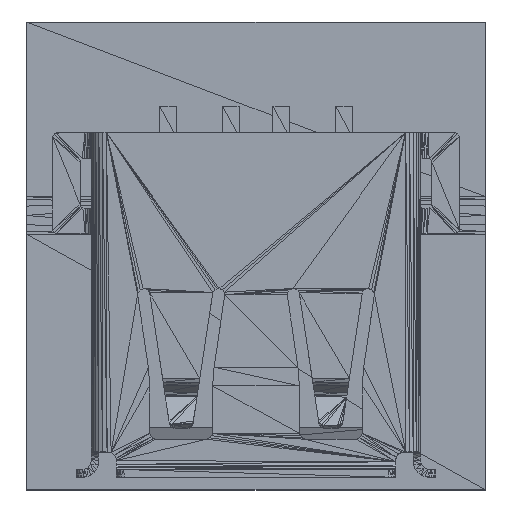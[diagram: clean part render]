
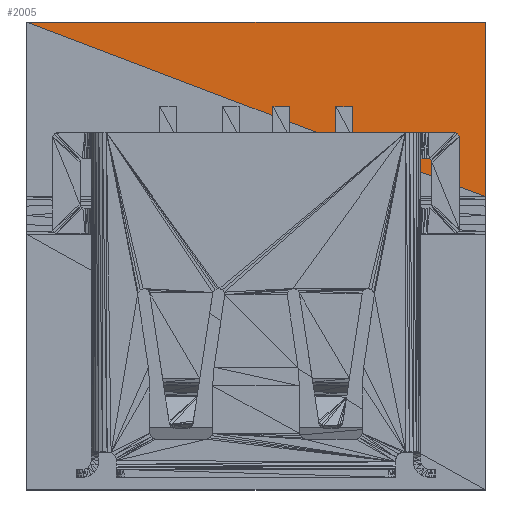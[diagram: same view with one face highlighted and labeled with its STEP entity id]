
A CAD part, top view. The second image highlights one B-rep face of the part: STEP entity #2005.
In plain terms, the highlighted planar face has unit normal (0, 0, -1).
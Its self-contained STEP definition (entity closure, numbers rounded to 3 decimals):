
#88 = VERTEX_POINT('',#89);
#89 = CARTESIAN_POINT('',(4016.338,-3031.43,10.));
#188 = EDGE_CURVE('',#189,#88,#191,.T.);
#189 = VERTEX_POINT('',#190);
#190 = CARTESIAN_POINT('',(4083.662,-3031.43,10.));
#191 = LINE('',#192,#193);
#192 = CARTESIAN_POINT('',(4083.662,-3031.43,10.));
#193 = VECTOR('',#194,1.);
#194 = DIRECTION('',(-1.,0.,0.));
#285 = VERTEX_POINT('',#286);
#286 = CARTESIAN_POINT('',(4083.662,-3057.087,10.));
#292 = EDGE_CURVE('',#285,#189,#293,.T.);
#293 = LINE('',#294,#295);
#294 = CARTESIAN_POINT('',(4083.662,-3100.161,10.));
#295 = VECTOR('',#296,1.);
#296 = DIRECTION('',(0.,1.,0.));
#2005 = ADVANCED_FACE('',(#2006),#2016,.T.);
#2006 = FACE_BOUND('',#2007,.T.);
#2007 = EDGE_LOOP('',(#2008,#2009,#2010));
#2008 = ORIENTED_EDGE('',*,*,#188,.F.);
#2009 = ORIENTED_EDGE('',*,*,#292,.F.);
#2010 = ORIENTED_EDGE('',*,*,#2011,.T.);
#2011 = EDGE_CURVE('',#285,#88,#2012,.T.);
#2012 = LINE('',#2013,#2014);
#2013 = CARTESIAN_POINT('',(4083.662,-3057.087,10.)
  );
#2014 = VECTOR('',#2015,1.);
#2015 = DIRECTION('',(-0.934,0.356,0.));
#2016 = PLANE('',#2017);
#2017 = AXIS2_PLACEMENT_3D('',#2018,#2019,#2020);
#2018 = CARTESIAN_POINT('',(4055.233,-3039.025,10.));
#2019 = DIRECTION('',(0.,0.,-1.));
#2020 = DIRECTION('',(0.,-1.,0.));
